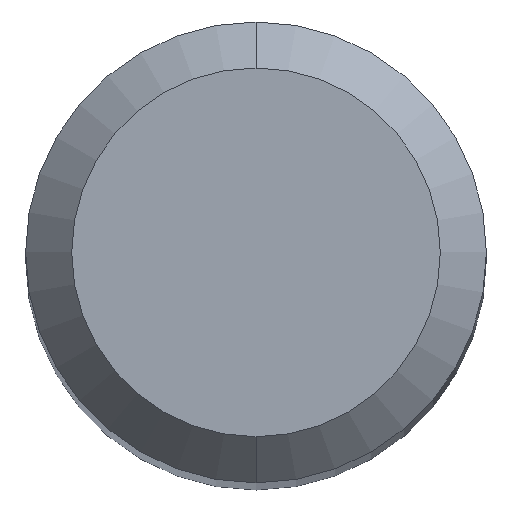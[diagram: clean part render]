
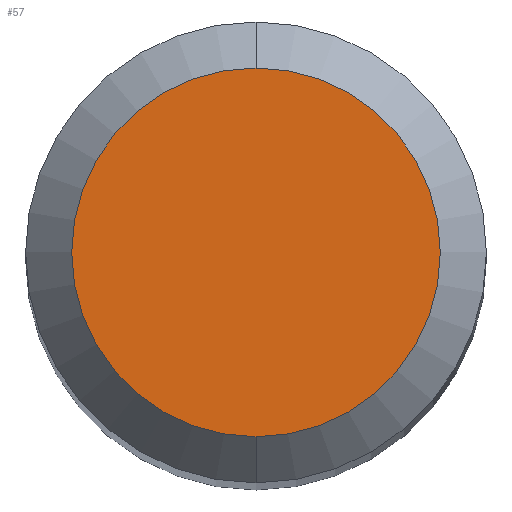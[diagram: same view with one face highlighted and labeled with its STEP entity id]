
A CAD part, top view. The second image highlights one B-rep face of the part: STEP entity #57.
In plain terms, the highlighted planar face has unit normal (0, 0, 1).
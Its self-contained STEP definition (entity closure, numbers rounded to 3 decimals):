
#46=PLANE('',#322);
#57=ADVANCED_FACE('',(#74),#46,.F.);
#74=FACE_OUTER_BOUND('',#85,.T.);
#85=EDGE_LOOP('',(#120,#121));
#120=ORIENTED_EDGE('',*,*,#150,.F.);
#121=ORIENTED_EDGE('',*,*,#148,.F.);
#131=VERTEX_POINT('',#460);
#132=VERTEX_POINT('',#462);
#148=EDGE_CURVE('',#131,#132,#159,.T.);
#150=EDGE_CURVE('',#132,#131,#160,.T.);
#159=CIRCLE('',#318,3.2);
#160=CIRCLE('',#320,3.2);
#318=AXIS2_PLACEMENT_3D('',#461,#394,#395);
#320=AXIS2_PLACEMENT_3D('',#465,#399,#400);
#322=AXIS2_PLACEMENT_3D('',#467,#403,#404);
#394=DIRECTION('',(0.,0.,-1.));
#395=DIRECTION('',(0.,-1.,0.));
#399=DIRECTION('',(0.,0.,-1.));
#400=DIRECTION('',(0.,1.,0.));
#403=DIRECTION('',(0.,0.,-1.));
#404=DIRECTION('',(0.,1.,0.));
#460=CARTESIAN_POINT('',(0.,-3.2,74.));
#461=CARTESIAN_POINT('',(0.,0.,74.));
#462=CARTESIAN_POINT('',(0.,3.2,74.));
#465=CARTESIAN_POINT('',(0.,0.,74.));
#467=CARTESIAN_POINT('',(0.,0.,74.));
